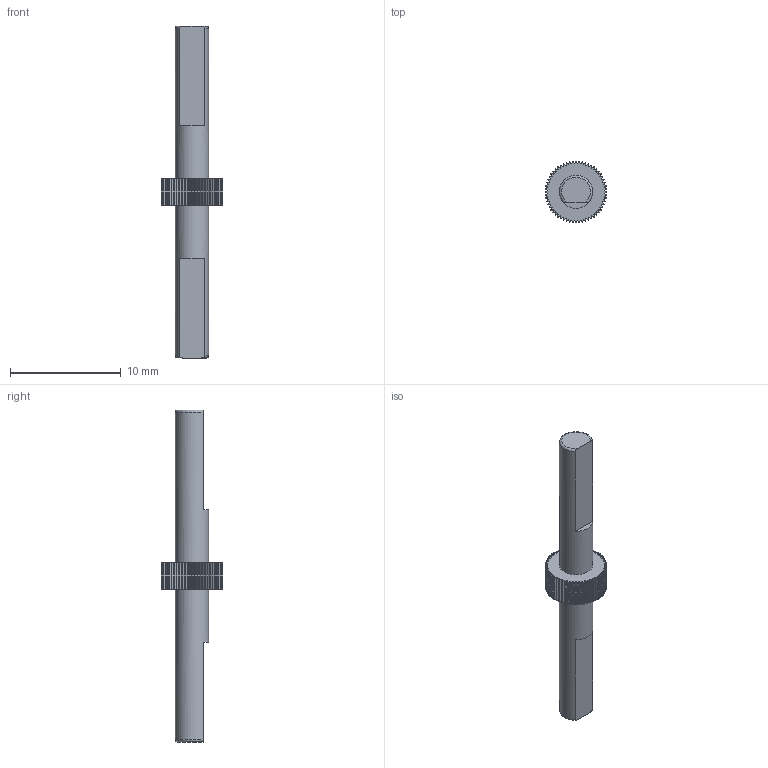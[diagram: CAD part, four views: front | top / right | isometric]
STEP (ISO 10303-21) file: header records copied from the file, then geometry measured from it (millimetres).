
FILE_DESCRIPTION(/* description */ ('','CAx-IF Rec.Pracs.---Representation and Presentation of Product Manufacturing Information (PMI)---4.0---2014-10-13'),/* implementation_level */ '2;1');
FILE_NAME(/* name */ 'gear28-D v1.step',/* time_stamp */ '2024-12-05T19:31:01Z',/* author */ (''),/* organization */ (''),/* preprocessor_version */ 'ST-DEVELOPER v20',/* originating_system */ 'Autodesk Translation Framework v13.20.0.188',/* authorisation */ '');
FILE_SCHEMA (('AP242_MANAGED_MODEL_BASED_3D_ENGINEERING_MIM_LF { 1 0 10303 442 1 1 4 }'));
Length unit declared in the file: millimetre
Products named in the file (1): gear28-D
Bounding box: 5.58 x 5.58 x 30 mm (x, y, z)
Volume: 235.7 mm3; surface area: 423.1 mm2
Topology: 3 solids, 3 shells, 259 faces, 753 edges, 502 vertices
Faces by surface type: cylinder 245, plane 12, torus 2
Full cylindrical faces by diameter (mm): 1 x3, 3 x2
Entity records: 8926 total; most frequent: DIRECTION 1765, CARTESIAN_POINT 1551, ORIENTED_EDGE 1506, AXIS2_PLACEMENT_3D 756, EDGE_CURVE 753, VERTEX_POINT 502, CIRCLE 496, EDGE_LOOP 263
